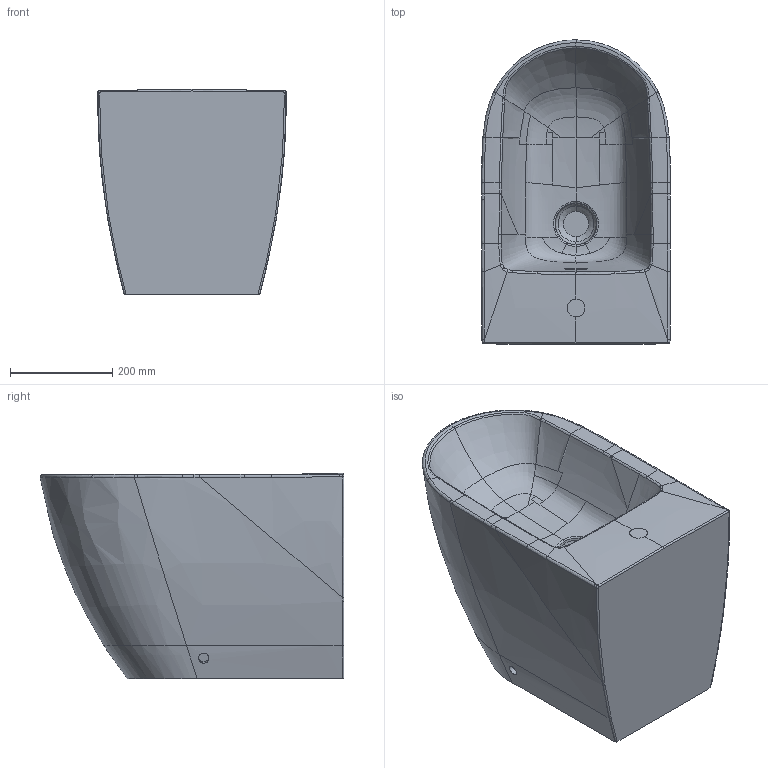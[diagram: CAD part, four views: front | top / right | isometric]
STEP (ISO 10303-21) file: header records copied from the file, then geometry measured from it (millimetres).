
FILE_DESCRIPTION(/* description */ (''),/* implementation_level */ '2;1');
FILE_NAME(/* name */ '447100.stp',/* time_stamp */ '2021-09-08T13:03:01+02:00',/* author */ (''),/* organization */ (''),/* preprocessor_version */ 'ST-DEVELOPER v18.1',/* originating_system */ 'SIEMENS PLM Software NX 1973',/* authorisation */ '');
FILE_SCHEMA (('AUTOMOTIVE_DESIGN { 1 0 10303 214 3 1 1 1 }'));
Products named in the file (1): rupp45589E4E3xg4
Bounding box: 369.94 x 595.65 x 402 mm (x, y, z)
Volume: 57024604 mm3; surface area: 1031772.3 mm2
Topology: 1 solids, 1 shells, 153 faces, 397 edges, 246 vertices
Faces by surface type: bspline 138, plane 7, cone 4, cylinder 2, extrusion 2
Full cylindrical faces by diameter (mm): 20.5 x2
Entity records: 48231 total; most frequent: CARTESIAN_POINT 45691, ORIENTED_EDGE 782, EDGE_CURVE 391, B_SPLINE_CURVE_WITH_KNOTS 357, VERTEX_POINT 244, EDGE_LOOP 157, ADVANCED_FACE 153, FACE_OUTER_BOUND 149
